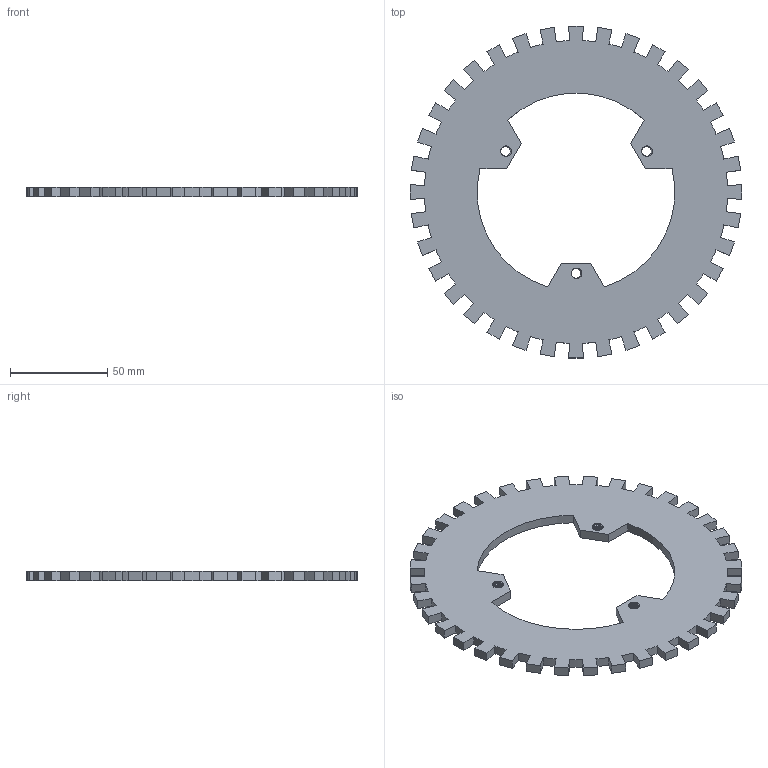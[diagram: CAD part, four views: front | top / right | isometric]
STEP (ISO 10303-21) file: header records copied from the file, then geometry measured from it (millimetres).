
FILE_DESCRIPTION(/* description */ (''),/* implementation_level */ '2;1');
FILE_NAME(/* name */ 'Trigger Wheel (Final) v35.step',/* time_stamp */ '2025-05-08T22:03:33-04:00',/* author */ (''),/* organization */ (''),/* preprocessor_version */ 'ST-DEVELOPER v20.1',/* originating_system */ 'Autodesk Translation Framework v14.4.0.0',/* authorisation */ '');
FILE_SCHEMA (('AUTOMOTIVE_DESIGN { 1 0 10303 214 3 1 1 }'));
Length unit declared in the file: inch
Products named in the file (1): Trigger Wheel (Final)
Bounding box: 170.46 x 170.46 x 4.76 mm (x, y, z)
Volume: 65029.2 mm3; surface area: 34447.3 mm2
Topology: 1 solids, 1 shells, 200 faces, 594 edges, 396 vertices
Faces by surface type: plane 119, cylinder 75, bspline 6
Full cylindrical faces by diameter (mm): 5.035 x9, 6.147 x3
Entity records: 8835 total; most frequent: CARTESIAN_POINT 3504, ORIENTED_EDGE 1188, DIRECTION 996, EDGE_CURVE 594, LINE 420, VECTOR 420, VERTEX_POINT 396, AXIS2_PLACEMENT_3D 288
